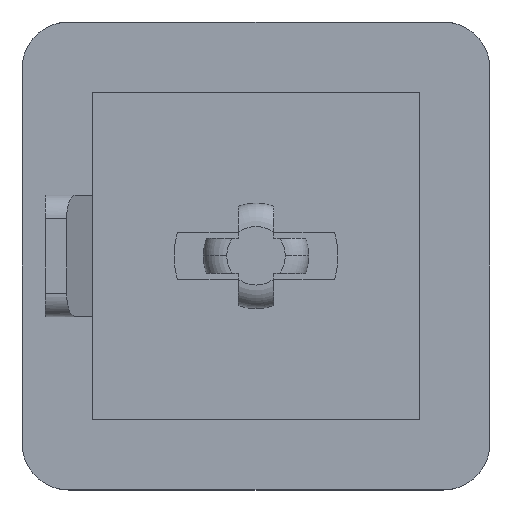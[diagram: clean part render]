
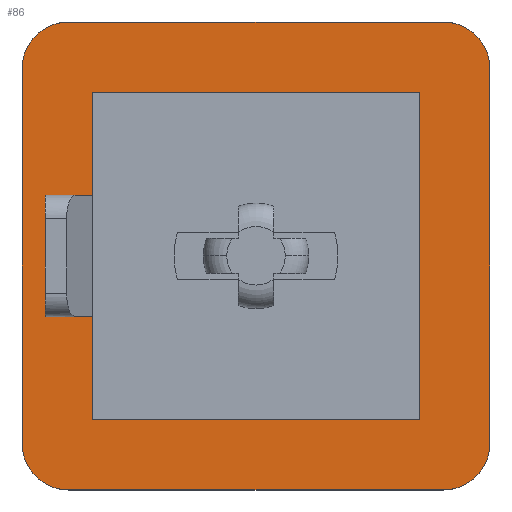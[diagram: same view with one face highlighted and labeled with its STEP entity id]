
A CAD part, top view. The second image highlights one B-rep face of the part: STEP entity #86.
In plain terms, the highlighted planar face has unit normal (0, 0, 1).
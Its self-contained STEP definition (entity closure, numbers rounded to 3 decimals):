
#86=ADVANCED_FACE('',(#160,#161),#162,.T.);
#160=FACE_OUTER_BOUND('',#284,.T.);
#161=FACE_BOUND('',#285,.T.);
#162=PLANE('',#286);
#284=EDGE_LOOP('',(#488,#489,#490,#491,#492,#493,#494,#495));
#285=EDGE_LOOP('',(#496,#497,#498,#499,#500,#501,#502,#503));
#286=AXIS2_PLACEMENT_3D('',#504,#505,#506);
#488=ORIENTED_EDGE('',*,*,#942,.T.);
#489=ORIENTED_EDGE('',*,*,#943,.T.);
#490=ORIENTED_EDGE('',*,*,#944,.T.);
#491=ORIENTED_EDGE('',*,*,#945,.T.);
#492=ORIENTED_EDGE('',*,*,#946,.T.);
#493=ORIENTED_EDGE('',*,*,#947,.T.);
#494=ORIENTED_EDGE('',*,*,#948,.T.);
#495=ORIENTED_EDGE('',*,*,#949,.T.);
#496=ORIENTED_EDGE('',*,*,#950,.F.);
#497=ORIENTED_EDGE('',*,*,#951,.T.);
#498=ORIENTED_EDGE('',*,*,#952,.T.);
#499=ORIENTED_EDGE('',*,*,#953,.T.);
#500=ORIENTED_EDGE('',*,*,#954,.F.);
#501=ORIENTED_EDGE('',*,*,#955,.F.);
#502=ORIENTED_EDGE('',*,*,#956,.F.);
#503=ORIENTED_EDGE('',*,*,#957,.F.);
#504=CARTESIAN_POINT('',(10.0,-10.0,2.5));
#505=DIRECTION('',(-0.0,0.0,1.0));
#506=DIRECTION('',(1.0,-0.0,0.0));
#942=EDGE_CURVE('',#1153,#1154,#1155,.T.);
#943=EDGE_CURVE('',#1154,#1156,#1157,.T.);
#944=EDGE_CURVE('',#1156,#1158,#1159,.T.);
#945=EDGE_CURVE('',#1158,#1160,#1161,.T.);
#946=EDGE_CURVE('',#1160,#1162,#1163,.T.);
#947=EDGE_CURVE('',#1162,#1164,#1165,.T.);
#948=EDGE_CURVE('',#1164,#1166,#1167,.T.);
#949=EDGE_CURVE('',#1166,#1153,#1168,.T.);
#950=EDGE_CURVE('',#1169,#1170,#1171,.T.);
#951=EDGE_CURVE('',#1169,#1172,#1173,.T.);
#952=EDGE_CURVE('',#1172,#1174,#1175,.T.);
#953=EDGE_CURVE('',#1174,#1176,#1177,.T.);
#954=EDGE_CURVE('',#1178,#1176,#1179,.T.);
#955=EDGE_CURVE('',#1180,#1178,#1181,.T.);
#956=EDGE_CURVE('',#1182,#1180,#1183,.T.);
#957=EDGE_CURVE('',#1170,#1182,#1184,.T.);
#1153=VERTEX_POINT('',#1500);
#1154=VERTEX_POINT('',#1501);
#1155=LINE('',#1502,#1503);
#1156=VERTEX_POINT('',#1504);
#1157=CIRCLE('',#1505,2.0);
#1158=VERTEX_POINT('',#1506);
#1159=LINE('',#1507,#1508);
#1160=VERTEX_POINT('',#1509);
#1161=CIRCLE('',#1510,2.0);
#1162=VERTEX_POINT('',#1511);
#1163=LINE('',#1512,#1513);
#1164=VERTEX_POINT('',#1514);
#1165=CIRCLE('',#1515,2.0);
#1166=VERTEX_POINT('',#1516);
#1167=LINE('',#1517,#1518);
#1168=CIRCLE('',#1519,2.0);
#1169=VERTEX_POINT('',#1520);
#1170=VERTEX_POINT('',#1521);
#1171=LINE('',#1522,#1523);
#1172=VERTEX_POINT('',#1524);
#1173=LINE('',#1525,#1526);
#1174=VERTEX_POINT('',#1527);
#1175=LINE('',#1528,#1529);
#1176=VERTEX_POINT('',#1530);
#1177=LINE('',#1531,#1532);
#1178=VERTEX_POINT('',#1533);
#1179=LINE('',#1534,#1535);
#1180=VERTEX_POINT('',#1536);
#1181=LINE('',#1537,#1538);
#1182=VERTEX_POINT('',#1539);
#1183=LINE('',#1540,#1541);
#1184=LINE('',#1542,#1543);
#1500=CARTESIAN_POINT('',(8.0,10.0,2.5));
#1501=CARTESIAN_POINT('',(-8.0,10.0,2.5));
#1502=CARTESIAN_POINT('',(-10.0,10.0,2.5));
#1503=VECTOR('',#1824,1000.0);
#1504=CARTESIAN_POINT('',(-10.0,8.0,2.5));
#1505=AXIS2_PLACEMENT_3D('',#1825,#1826,#1827);
#1506=CARTESIAN_POINT('',(-10.0,-8.0,2.5));
#1507=CARTESIAN_POINT('',(-10.0,10.0,2.5));
#1508=VECTOR('',#1828,1000.0);
#1509=CARTESIAN_POINT('',(-8.0,-10.0,2.5));
#1510=AXIS2_PLACEMENT_3D('',#1829,#1830,#1831);
#1511=CARTESIAN_POINT('',(8.,-10.0,2.5));
#1512=CARTESIAN_POINT('',(-10.0,-10.0,2.5));
#1513=VECTOR('',#1832,1000.0);
#1514=CARTESIAN_POINT('',(10.0,-8.0,2.5));
#1515=AXIS2_PLACEMENT_3D('',#1833,#1834,#1835);
#1516=CARTESIAN_POINT('',(10.0,8.0,2.5));
#1517=CARTESIAN_POINT('',(10.0,10.0,2.5));
#1518=VECTOR('',#1836,1000.0);
#1519=AXIS2_PLACEMENT_3D('',#1837,#1838,#1839);
#1520=CARTESIAN_POINT('',(-7.0,-2.6,2.5));
#1521=CARTESIAN_POINT('',(-7.,-7.0,2.5));
#1522=CARTESIAN_POINT('',(-7.0,7.0,2.5));
#1523=VECTOR('',#1840,1000.0);
#1524=CARTESIAN_POINT('',(-9.0,-2.6,2.5));
#1525=CARTESIAN_POINT('',(10.0,-2.6,2.5));
#1526=VECTOR('',#1841,1000.0);
#1527=CARTESIAN_POINT('',(-9.0,2.6,2.5));
#1528=CARTESIAN_POINT('',(-9.0,-10.0,2.5));
#1529=VECTOR('',#1842,1000.0);
#1530=CARTESIAN_POINT('',(-7.0,2.6,2.5));
#1531=CARTESIAN_POINT('',(10.0,2.6,2.5));
#1532=VECTOR('',#1843,1000.0);
#1533=CARTESIAN_POINT('',(-7.0,7.0,2.5));
#1534=CARTESIAN_POINT('',(-7.0,7.0,2.5));
#1535=VECTOR('',#1844,1000.0);
#1536=CARTESIAN_POINT('',(7.0,7.0,2.5));
#1537=CARTESIAN_POINT('',(-7.0,7.0,2.5));
#1538=VECTOR('',#1845,1000.0);
#1539=CARTESIAN_POINT('',(7.,-7.0,2.5));
#1540=CARTESIAN_POINT('',(7.0,7.0,2.5));
#1541=VECTOR('',#1846,1000.0);
#1542=CARTESIAN_POINT('',(-7.0,-7.0,2.5));
#1543=VECTOR('',#1847,1000.0);
#1824=DIRECTION('',(-1.0,-0.0,-0.0));
#1825=CARTESIAN_POINT('',(-8.0,8.0,2.5));
#1826=DIRECTION('',(-0.0,0.0,1.0));
#1827=DIRECTION('',(1.0,0.0,0.0));
#1828=DIRECTION('',(0.,-1.0,0.0));
#1829=CARTESIAN_POINT('',(-8.0,-8.0,2.5));
#1830=DIRECTION('',(-0.0,0.0,1.0));
#1831=DIRECTION('',(1.0,0.0,0.0));
#1832=DIRECTION('',(1.0,0.0,0.0));
#1833=CARTESIAN_POINT('',(8.0,-8.0,2.5));
#1834=DIRECTION('',(-0.0,0.0,1.0));
#1835=DIRECTION('',(1.0,0.0,0.0));
#1836=DIRECTION('',(0.,1.0,-0.0));
#1837=CARTESIAN_POINT('',(8.0,8.0,2.5));
#1838=DIRECTION('',(-0.0,0.0,1.0));
#1839=DIRECTION('',(1.0,0.0,0.0));
#1840=DIRECTION('',(0.,-1.0,0.0));
#1841=DIRECTION('',(-1.0,0.0,-0.0));
#1842=DIRECTION('',(0.0,1.0,0.0));
#1843=DIRECTION('',(1.0,0.0,0.0));
#1844=DIRECTION('',(0.,-1.0,0.0));
#1845=DIRECTION('',(-1.0,-0.0,-0.0));
#1846=DIRECTION('',(0.,1.0,-0.0));
#1847=DIRECTION('',(1.0,0.0,0.0));
